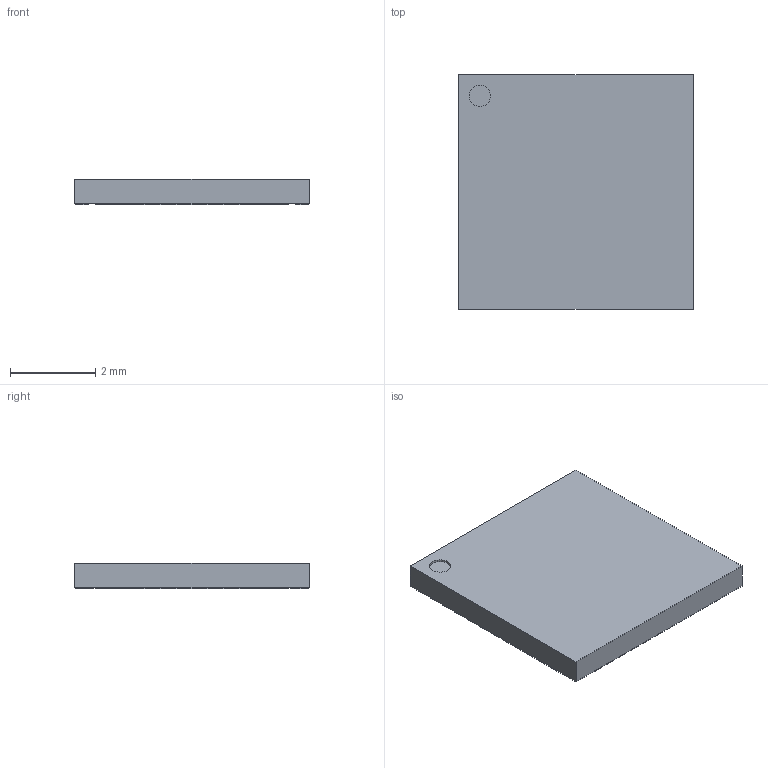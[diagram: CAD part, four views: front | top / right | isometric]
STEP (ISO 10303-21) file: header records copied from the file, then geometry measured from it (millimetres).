
FILE_DESCRIPTION((''),'2;1');
FILE_NAME('ATMEL_TLLGA-48 (ULGA AA 48).stp','2014-05-28T11:34:02',(''),(''),'Mechanical Desktop 2011','Mechanical Desktop 2011',', , ');
FILE_SCHEMA(('AUTOMOTIVE_DESIGN { 1 2 10303 214 1 1 1 1 }'));
Length unit declared in the file: millimetre
Products named in the file (1): Product
Bounding box: 5.5 x 5.5 x 0.6 mm (x, y, z)
Volume: 18 mm3; surface area: 121.2 mm2
Topology: 50 solids, 50 shells, 305 faces, 612 edges, 408 vertices
Faces by surface type: plane 154, bspline 149, cylinder 2
Entity records: 7753 total; most frequent: CARTESIAN_POINT 1773, ORIENTED_EDGE 1224, DIRECTION 930, EDGE_CURVE 612, VECTOR 608, LINE 608, VERTEX_POINT 408, EDGE_LOOP 306
